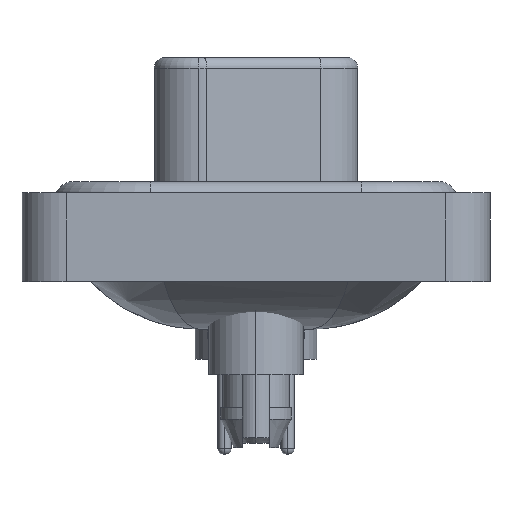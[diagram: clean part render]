
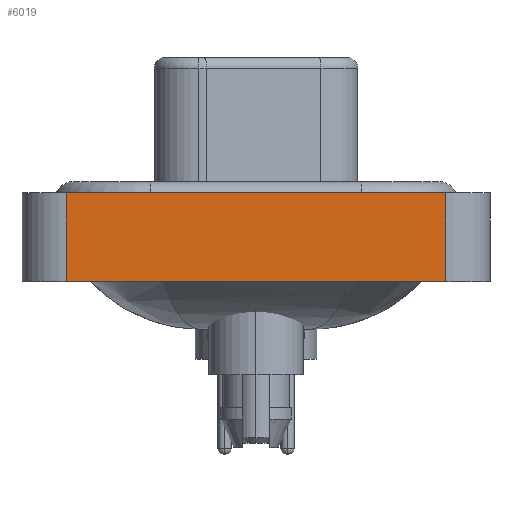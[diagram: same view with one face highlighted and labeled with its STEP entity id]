
A CAD part, left-side view. The second image highlights one B-rep face of the part: STEP entity #6019.
In plain terms, the highlighted planar face has unit normal (-1, 0, 0).
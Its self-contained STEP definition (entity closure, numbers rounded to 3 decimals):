
#792 = VECTOR ( 'NONE', #2811, 1000. ) ;
#888 = DIRECTION ( 'NONE',  ( 0., -1., 0. ) ) ;
#1092 = CARTESIAN_POINT ( 'NONE',  ( -7.3, 8.55, 0.4 ) ) ;
#1197 = ORIENTED_EDGE ( 'NONE', *, *, #17943, .F. ) ;
#1474 = EDGE_CURVE ( 'NONE', #12996, #1746, #19308, .T. ) ;
#1746 = VERTEX_POINT ( 'NONE', #4874 ) ;
#1819 = EDGE_CURVE ( 'NONE', #20496, #2100, #16220, .T. ) ;
#1838 = DIRECTION ( 'NONE',  ( 0., -1., 0. ) ) ;
#2096 = EDGE_CURVE ( 'NONE', #2100, #1746, #10773, .T. ) ;
#2100 = VERTEX_POINT ( 'NONE', #14140 ) ;
#2686 = VECTOR ( 'NONE', #14259, 1000. ) ;
#2811 = DIRECTION ( 'NONE',  ( 0., 0., 1. ) ) ;
#3159 = AXIS2_PLACEMENT_3D ( 'NONE', #18177, #10002, #14767 ) ;
#4004 = CARTESIAN_POINT ( 'NONE',  ( -7.3, -8.55, -3.6 ) ) ;
#4451 = CARTESIAN_POINT ( 'NONE',  ( -7.3, 8.55, -3.6 ) ) ;
#4874 = CARTESIAN_POINT ( 'NONE',  ( -7.3, -8.55, 0.4 ) ) ;
#5777 = CARTESIAN_POINT ( 'NONE',  ( -7.3, -8.55, 0.4 ) ) ;
#6019 = ADVANCED_FACE ( 'NONE', ( #14871 ), #8579, .T. ) ;
#7621 = LINE ( 'NONE', #4451, #2686 ) ;
#8579 = PLANE ( 'NONE',  #3159 ) ;
#9313 = ORIENTED_EDGE ( 'NONE', *, *, #1819, .T. ) ;
#10002 = DIRECTION ( 'NONE',  ( -1., 0., 0. ) ) ;
#10773 = LINE ( 'NONE', #4004, #792 ) ;
#12080 = CARTESIAN_POINT ( 'NONE',  ( -7.3, -8.55, -3.6 ) ) ;
#12996 = VERTEX_POINT ( 'NONE', #1092 ) ;
#14140 = CARTESIAN_POINT ( 'NONE',  ( -7.3, -8.55, -3.6 ) ) ;
#14259 = DIRECTION ( 'NONE',  ( 0., 0., 1. ) ) ;
#14767 = DIRECTION ( 'NONE',  ( 0., 0., 1. ) ) ;
#14871 = FACE_OUTER_BOUND ( 'NONE', #20308, .T. ) ;
#14902 = ORIENTED_EDGE ( 'NONE', *, *, #2096, .T. ) ;
#16010 = CARTESIAN_POINT ( 'NONE',  ( -7.3, 8.55, -3.6 ) ) ;
#16220 = LINE ( 'NONE', #12080, #16263 ) ;
#16263 = VECTOR ( 'NONE', #1838, 1000. ) ;
#17255 = VECTOR ( 'NONE', #888, 1000. ) ;
#17943 = EDGE_CURVE ( 'NONE', #20496, #12996, #7621, .T. ) ;
#18177 = CARTESIAN_POINT ( 'NONE',  ( -7.3, -8.55, -3.6 ) ) ;
#19308 = LINE ( 'NONE', #5777, #17255 ) ;
#20308 = EDGE_LOOP ( 'NONE', ( #14902, #20445, #1197, #9313 ) ) ;
#20445 = ORIENTED_EDGE ( 'NONE', *, *, #1474, .F. ) ;
#20496 = VERTEX_POINT ( 'NONE', #16010 ) ;
